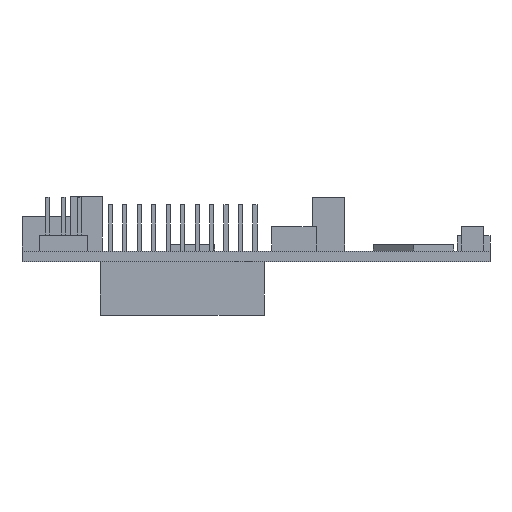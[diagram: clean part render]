
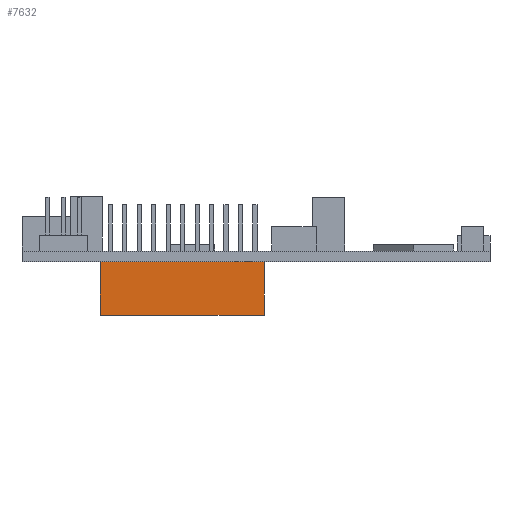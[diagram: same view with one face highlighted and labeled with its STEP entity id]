
A CAD part, front view. The second image highlights one B-rep face of the part: STEP entity #7632.
In plain terms, the highlighted planar face has unit normal (0, -1, 0).
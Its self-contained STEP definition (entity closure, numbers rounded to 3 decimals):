
#126 = PLANE('',#127);
#127 = AXIS2_PLACEMENT_3D('',#128,#129,#130);
#128 = CARTESIAN_POINT('',(37.,29.5,0.));
#129 = DIRECTION('',(0.,0.,1.));
#130 = DIRECTION('',(1.,0.,0.));
#592 = EDGE_CURVE('',#593,#595,#597,.T.);
#593 = VERTEX_POINT('',#594);
#594 = CARTESIAN_POINT('',(12.4,5.35,0.));
#595 = VERTEX_POINT('',#596);
#596 = CARTESIAN_POINT('',(38.3,5.35,0.));
#597 = SURFACE_CURVE('',#598,(#602,#609),.PCURVE_S1.);
#598 = LINE('',#599,#600);
#599 = CARTESIAN_POINT('',(12.4,5.35,0.));
#600 = VECTOR('',#601,1.);
#601 = DIRECTION('',(1.,0.,0.));
#602 = PCURVE('',#126,#603);
#603 = DEFINITIONAL_REPRESENTATION('',(#604),#608);
#604 = LINE('',#605,#606);
#605 = CARTESIAN_POINT('',(-24.6,-24.15));
#606 = VECTOR('',#607,1.);
#607 = DIRECTION('',(1.,0.));
#608 = ( GEOMETRIC_REPRESENTATION_CONTEXT(2) 
PARAMETRIC_REPRESENTATION_CONTEXT() REPRESENTATION_CONTEXT('2D SPACE',''
  ) );
#609 = PCURVE('',#610,#615);
#610 = PLANE('',#611);
#611 = AXIS2_PLACEMENT_3D('',#612,#613,#614);
#612 = CARTESIAN_POINT('',(12.4,5.35,0.));
#613 = DIRECTION('',(0.,-1.,0.));
#614 = DIRECTION('',(1.,0.,0.));
#615 = DEFINITIONAL_REPRESENTATION('',(#616),#620);
#616 = LINE('',#617,#618);
#617 = CARTESIAN_POINT('',(0.,0.));
#618 = VECTOR('',#619,1.);
#619 = DIRECTION('',(1.,0.));
#620 = ( GEOMETRIC_REPRESENTATION_CONTEXT(2) 
PARAMETRIC_REPRESENTATION_CONTEXT() REPRESENTATION_CONTEXT('2D SPACE',''
  ) );
#638 = PLANE('',#639);
#639 = AXIS2_PLACEMENT_3D('',#640,#641,#642);
#640 = CARTESIAN_POINT('',(12.4,10.35,0.));
#641 = DIRECTION('',(-1.,-0.,-0.));
#642 = DIRECTION('',(0.,-1.,0.));
#692 = PLANE('',#693);
#693 = AXIS2_PLACEMENT_3D('',#694,#695,#696);
#694 = CARTESIAN_POINT('',(38.3,5.35,0.));
#695 = DIRECTION('',(1.,0.,0.));
#696 = DIRECTION('',(0.,1.,0.));
#7632 = ADVANCED_FACE('',(#7633),#610,.T.);
#7633 = FACE_BOUND('',#7634,.T.);
#7634 = EDGE_LOOP('',(#7635,#7658,#7686,#7707));
#7635 = ORIENTED_EDGE('',*,*,#7636,.T.);
#7636 = EDGE_CURVE('',#593,#7637,#7639,.T.);
#7637 = VERTEX_POINT('',#7638);
#7638 = CARTESIAN_POINT('',(12.4,5.35,-8.5));
#7639 = SURFACE_CURVE('',#7640,(#7644,#7651),.PCURVE_S1.);
#7640 = LINE('',#7641,#7642);
#7641 = CARTESIAN_POINT('',(12.4,5.35,0.));
#7642 = VECTOR('',#7643,1.);
#7643 = DIRECTION('',(0.,0.,-1.));
#7644 = PCURVE('',#610,#7645);
#7645 = DEFINITIONAL_REPRESENTATION('',(#7646),#7650);
#7646 = LINE('',#7647,#7648);
#7647 = CARTESIAN_POINT('',(0.,0.));
#7648 = VECTOR('',#7649,1.);
#7649 = DIRECTION('',(0.,-1.));
#7650 = ( GEOMETRIC_REPRESENTATION_CONTEXT(2) 
PARAMETRIC_REPRESENTATION_CONTEXT() REPRESENTATION_CONTEXT('2D SPACE',''
  ) );
#7651 = PCURVE('',#638,#7652);
#7652 = DEFINITIONAL_REPRESENTATION('',(#7653),#7657);
#7653 = LINE('',#7654,#7655);
#7654 = CARTESIAN_POINT('',(5.,0.));
#7655 = VECTOR('',#7656,1.);
#7656 = DIRECTION('',(0.,-1.));
#7657 = ( GEOMETRIC_REPRESENTATION_CONTEXT(2) 
PARAMETRIC_REPRESENTATION_CONTEXT() REPRESENTATION_CONTEXT('2D SPACE',''
  ) );
#7658 = ORIENTED_EDGE('',*,*,#7659,.T.);
#7659 = EDGE_CURVE('',#7637,#7660,#7662,.T.);
#7660 = VERTEX_POINT('',#7661);
#7661 = CARTESIAN_POINT('',(38.3,5.35,-8.5));
#7662 = SURFACE_CURVE('',#7663,(#7667,#7674),.PCURVE_S1.);
#7663 = LINE('',#7664,#7665);
#7664 = CARTESIAN_POINT('',(12.4,5.35,-8.5));
#7665 = VECTOR('',#7666,1.);
#7666 = DIRECTION('',(1.,0.,0.));
#7667 = PCURVE('',#610,#7668);
#7668 = DEFINITIONAL_REPRESENTATION('',(#7669),#7673);
#7669 = LINE('',#7670,#7671);
#7670 = CARTESIAN_POINT('',(0.,-8.5));
#7671 = VECTOR('',#7672,1.);
#7672 = DIRECTION('',(1.,0.));
#7673 = ( GEOMETRIC_REPRESENTATION_CONTEXT(2) 
PARAMETRIC_REPRESENTATION_CONTEXT() REPRESENTATION_CONTEXT('2D SPACE',''
  ) );
#7674 = PCURVE('',#7675,#7680);
#7675 = PLANE('',#7676);
#7676 = AXIS2_PLACEMENT_3D('',#7677,#7678,#7679);
#7677 = CARTESIAN_POINT('',(25.35,7.85,-8.5));
#7678 = DIRECTION('',(0.,0.,1.));
#7679 = DIRECTION('',(1.,0.,0.));
#7680 = DEFINITIONAL_REPRESENTATION('',(#7681),#7685);
#7681 = LINE('',#7682,#7683);
#7682 = CARTESIAN_POINT('',(-12.95,-2.5));
#7683 = VECTOR('',#7684,1.);
#7684 = DIRECTION('',(1.,0.));
#7685 = ( GEOMETRIC_REPRESENTATION_CONTEXT(2) 
PARAMETRIC_REPRESENTATION_CONTEXT() REPRESENTATION_CONTEXT('2D SPACE',''
  ) );
#7686 = ORIENTED_EDGE('',*,*,#7687,.F.);
#7687 = EDGE_CURVE('',#595,#7660,#7688,.T.);
#7688 = SURFACE_CURVE('',#7689,(#7693,#7700),.PCURVE_S1.);
#7689 = LINE('',#7690,#7691);
#7690 = CARTESIAN_POINT('',(38.3,5.35,0.));
#7691 = VECTOR('',#7692,1.);
#7692 = DIRECTION('',(0.,0.,-1.));
#7693 = PCURVE('',#610,#7694);
#7694 = DEFINITIONAL_REPRESENTATION('',(#7695),#7699);
#7695 = LINE('',#7696,#7697);
#7696 = CARTESIAN_POINT('',(25.9,0.));
#7697 = VECTOR('',#7698,1.);
#7698 = DIRECTION('',(0.,-1.));
#7699 = ( GEOMETRIC_REPRESENTATION_CONTEXT(2) 
PARAMETRIC_REPRESENTATION_CONTEXT() REPRESENTATION_CONTEXT('2D SPACE',''
  ) );
#7700 = PCURVE('',#692,#7701);
#7701 = DEFINITIONAL_REPRESENTATION('',(#7702),#7706);
#7702 = LINE('',#7703,#7704);
#7703 = CARTESIAN_POINT('',(0.,0.));
#7704 = VECTOR('',#7705,1.);
#7705 = DIRECTION('',(0.,-1.));
#7706 = ( GEOMETRIC_REPRESENTATION_CONTEXT(2) 
PARAMETRIC_REPRESENTATION_CONTEXT() REPRESENTATION_CONTEXT('2D SPACE',''
  ) );
#7707 = ORIENTED_EDGE('',*,*,#592,.F.);
